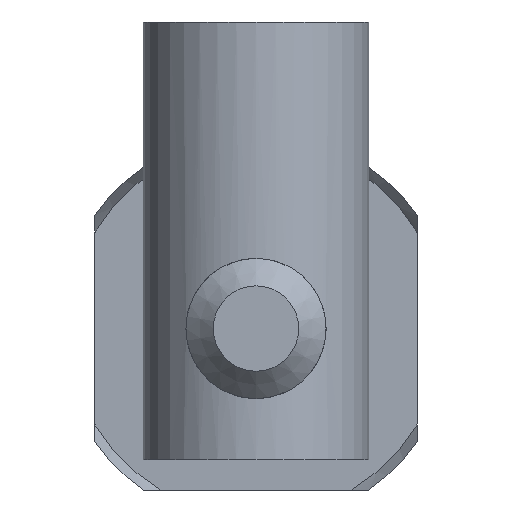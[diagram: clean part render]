
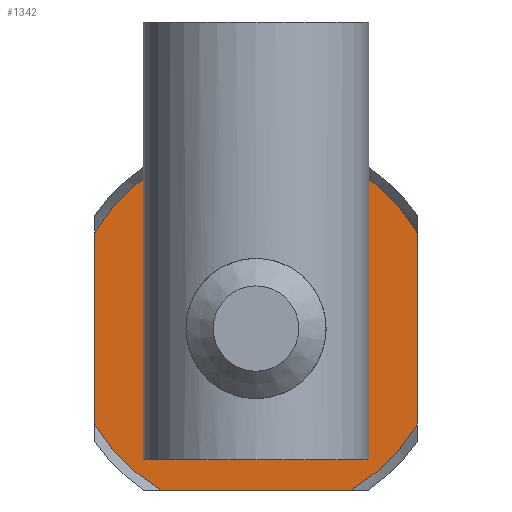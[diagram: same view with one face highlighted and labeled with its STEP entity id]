
A CAD part, left-side view. The second image highlights one B-rep face of the part: STEP entity #1342.
In plain terms, the highlighted planar face has unit normal (-1, 0, 0).
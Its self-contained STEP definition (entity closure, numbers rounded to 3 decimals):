
#669=VECTOR('',#1144,1.);
#671=VECTOR('',#1152,1.);
#672=VECTOR('',#1155,1.);
#673=VECTOR('',#1158,1.);
#699=LINE('',#1405,#669);
#701=LINE('',#1413,#671);
#702=LINE('',#1417,#672);
#703=LINE('',#1420,#673);
#737=PLANE('',#1285);
#788=ORIENTED_EDGE('',*,*,#972,.T.);
#789=ORIENTED_EDGE('',*,*,#973,.F.);
#790=ORIENTED_EDGE('',*,*,#976,.T.);
#791=ORIENTED_EDGE('',*,*,#977,.F.);
#792=ORIENTED_EDGE('',*,*,#978,.T.);
#793=ORIENTED_EDGE('',*,*,#979,.F.);
#794=ORIENTED_EDGE('',*,*,#980,.T.);
#795=ORIENTED_EDGE('',*,*,#981,.F.);
#796=ORIENTED_EDGE('',*,*,#982,.F.);
#898=CIRCLE('',#1282,8.567);
#899=CIRCLE('',#1286,8.567);
#900=CIRCLE('',#1287,8.567);
#901=CIRCLE('',#1288,8.567);
#902=CIRCLE('',#1289,3.75);
#923=VERTEX_POINT('',#1398);
#924=VERTEX_POINT('',#1400);
#925=VERTEX_POINT('',#1404);
#927=VERTEX_POINT('',#1410);
#928=VERTEX_POINT('',#1412);
#929=VERTEX_POINT('',#1414);
#930=VERTEX_POINT('',#1416);
#931=VERTEX_POINT('',#1418);
#932=VERTEX_POINT('',#1421);
#972=EDGE_CURVE('',#924,#923,#898,.T.);
#973=EDGE_CURVE('',#925,#923,#699,.T.);
#976=EDGE_CURVE('',#925,#927,#899,.T.);
#977=EDGE_CURVE('',#928,#927,#701,.T.);
#978=EDGE_CURVE('',#928,#929,#900,.T.);
#979=EDGE_CURVE('',#930,#929,#702,.T.);
#980=EDGE_CURVE('',#930,#931,#901,.T.);
#981=EDGE_CURVE('',#924,#931,#703,.T.);
#982=EDGE_CURVE('',#932,#932,#902,.T.);
#1028=EDGE_LOOP('',(#788,#789,#790,#791,#792,#793,#794,#795));
#1029=EDGE_LOOP('',(#796));
#1070=FACE_BOUND('',#1028,.T.);
#1071=FACE_BOUND('',#1029,.T.);
#1140=DIRECTION('',(-1.,0.,0.));
#1141=DIRECTION('',(0.,8.567,0.));
#1144=DIRECTION('',(0.,0.,8.718));
#1148=DIRECTION('',(-1.,0.,0.));
#1149=DIRECTION('',(0.,1.,0.));
#1150=DIRECTION('',(-1.,0.,0.));
#1151=DIRECTION('',(0.,8.567,0.));
#1152=DIRECTION('',(0.,8.718,0.));
#1153=DIRECTION('',(-1.,0.,0.));
#1154=DIRECTION('',(0.,8.567,0.));
#1155=DIRECTION('',(0.,0.,-8.718));
#1156=DIRECTION('',(-1.,0.,0.));
#1157=DIRECTION('',(0.,8.567,0.));
#1158=DIRECTION('',(0.,-8.718,0.));
#1159=DIRECTION('',(-1.,0.,0.));
#1160=DIRECTION('',(0.,3.75,0.));
#1282=AXIS2_PLACEMENT_3D('',#1402,#1140,#1141);
#1285=AXIS2_PLACEMENT_3D('',#1409,#1148,#1149);
#1286=AXIS2_PLACEMENT_3D('',#1411,#1150,#1151);
#1287=AXIS2_PLACEMENT_3D('',#1415,#1153,#1154);
#1288=AXIS2_PLACEMENT_3D('',#1419,#1156,#1157);
#1289=AXIS2_PLACEMENT_3D('',#1422,#1159,#1160);
#1342=ADVANCED_FACE('',(#1070,#1071),#737,.T.);
#1398=CARTESIAN_POINT('',(-8.82,7.375,4.359));
#1400=CARTESIAN_POINT('',(-8.82,4.359,7.375));
#1402=CARTESIAN_POINT('',(-8.82,0.,0.));
#1404=CARTESIAN_POINT('',(-8.82,7.375,-4.359));
#1405=CARTESIAN_POINT('',(-8.82,7.375,-4.359));
#1409=CARTESIAN_POINT('',(-8.82,8.567,0.));
#1410=CARTESIAN_POINT('',(-8.82,4.359,-7.375));
#1411=CARTESIAN_POINT('',(-8.82,0.,0.));
#1412=CARTESIAN_POINT('',(-8.82,-4.359,-7.375));
#1413=CARTESIAN_POINT('',(-8.82,-4.359,-7.375));
#1414=CARTESIAN_POINT('',(-8.82,-7.375,-4.359));
#1415=CARTESIAN_POINT('',(-8.82,0.,0.));
#1416=CARTESIAN_POINT('',(-8.82,-7.375,4.359));
#1417=CARTESIAN_POINT('',(-8.82,-7.375,4.359));
#1418=CARTESIAN_POINT('',(-8.82,-4.359,7.375));
#1419=CARTESIAN_POINT('',(-8.82,0.,0.));
#1420=CARTESIAN_POINT('',(-8.82,4.359,7.375));
#1421=CARTESIAN_POINT('',(-8.82,3.75,0.));
#1422=CARTESIAN_POINT('',(-8.82,0.,0.));
